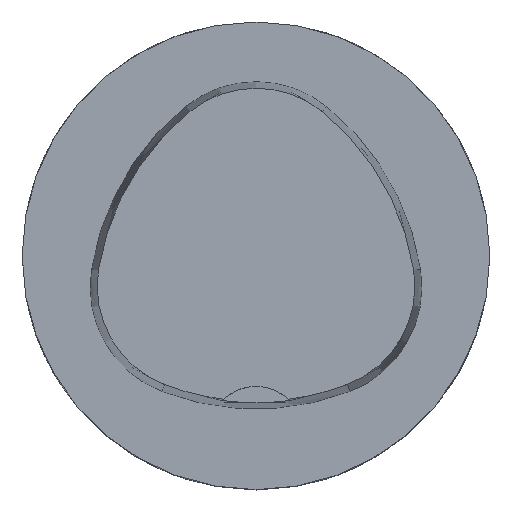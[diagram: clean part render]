
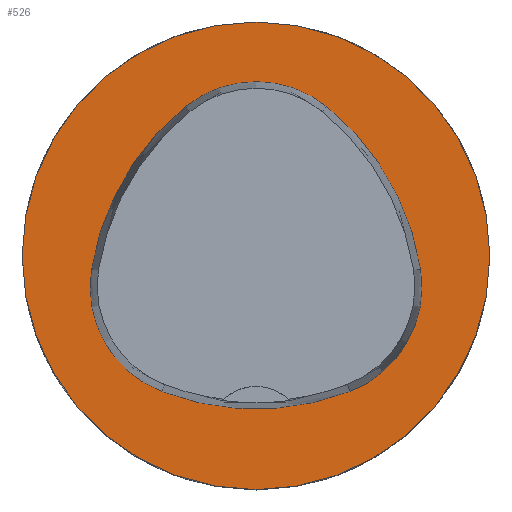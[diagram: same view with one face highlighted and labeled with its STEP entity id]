
A CAD part, top view. The second image highlights one B-rep face of the part: STEP entity #526.
In plain terms, the highlighted planar face has unit normal (0, 0, 1).
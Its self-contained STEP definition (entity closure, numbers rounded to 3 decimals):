
#492=PLANE('',#999);
#526=ADVANCED_FACE('',(#573,#574),#492,.T.);
#573=FACE_BOUND('',#628,.T.);
#574=FACE_BOUND('',#629,.T.);
#628=EDGE_LOOP('',(#716,#717,#718,#719,#720,#721));
#629=EDGE_LOOP('',(#722));
#716=ORIENTED_EDGE('',*,*,#878,.T.);
#717=ORIENTED_EDGE('',*,*,#879,.T.);
#718=ORIENTED_EDGE('',*,*,#880,.T.);
#719=ORIENTED_EDGE('',*,*,#881,.T.);
#720=ORIENTED_EDGE('',*,*,#882,.T.);
#721=ORIENTED_EDGE('',*,*,#883,.T.);
#722=ORIENTED_EDGE('',*,*,#884,.F.);
#818=VERTEX_POINT('',#1332);
#819=VERTEX_POINT('',#1333);
#820=VERTEX_POINT('',#1335);
#821=VERTEX_POINT('',#1337);
#822=VERTEX_POINT('',#1339);
#823=VERTEX_POINT('',#1341);
#824=VERTEX_POINT('',#1344);
#878=EDGE_CURVE('',#818,#819,#919,.T.);
#879=EDGE_CURVE('',#819,#820,#920,.T.);
#880=EDGE_CURVE('',#820,#821,#921,.T.);
#881=EDGE_CURVE('',#821,#822,#922,.T.);
#882=EDGE_CURVE('',#822,#823,#923,.T.);
#883=EDGE_CURVE('',#823,#818,#924,.T.);
#884=EDGE_CURVE('',#824,#824,#925,.T.);
#919=CIRCLE('',#992,12.);
#920=CIRCLE('',#993,28.);
#921=CIRCLE('',#994,12.);
#922=CIRCLE('',#995,28.);
#923=CIRCLE('',#996,12.);
#924=CIRCLE('',#997,28.);
#925=CIRCLE('',#998,25.);
#992=AXIS2_PLACEMENT_3D('',#1331,#1150,#1151);
#993=AXIS2_PLACEMENT_3D('',#1334,#1152,#1153);
#994=AXIS2_PLACEMENT_3D('',#1336,#1154,#1155);
#995=AXIS2_PLACEMENT_3D('',#1338,#1156,#1157);
#996=AXIS2_PLACEMENT_3D('',#1340,#1158,#1159);
#997=AXIS2_PLACEMENT_3D('',#1342,#1160,#1161);
#998=AXIS2_PLACEMENT_3D('',#1343,#1162,#1163);
#999=AXIS2_PLACEMENT_3D('',#1345,#1164,#1165);
#1150=DIRECTION('',(0.,0.,-1.));
#1151=DIRECTION('',(-1.,0.,0.));
#1152=DIRECTION('',(0.,0.,-1.));
#1153=DIRECTION('',(-1.,0.,0.));
#1154=DIRECTION('',(0.,0.,-1.));
#1155=DIRECTION('',(-1.,0.,0.));
#1156=DIRECTION('',(0.,0.,-1.));
#1157=DIRECTION('',(-1.,0.,0.));
#1158=DIRECTION('',(0.,0.,-1.));
#1159=DIRECTION('',(-1.,0.,0.));
#1160=DIRECTION('',(0.,0.,-1.));
#1161=DIRECTION('',(-1.,0.,0.));
#1162=DIRECTION('',(0.,0.,-1.));
#1163=DIRECTION('',(-1.,0.,0.));
#1164=DIRECTION('',(0.,0.,1.));
#1165=DIRECTION('',(1.,0.,0.));
#1331=CARTESIAN_POINT('',(-5.733,-3.31,0.));
#1332=CARTESIAN_POINT('',(-10.025,-14.516,0.));
#1333=CARTESIAN_POINT('',(-17.584,-1.424,0.));
#1334=CARTESIAN_POINT('',(10.068,-5.824,0.));
#1335=CARTESIAN_POINT('',(-7.531,15.953,0.));
#1336=CARTESIAN_POINT('',(0.011,6.62,0.));
#1337=CARTESIAN_POINT('',(7.567,15.942,0.));
#1338=CARTESIAN_POINT('',(-10.063,-5.81,0.));
#1339=CARTESIAN_POINT('',(17.59,-1.418,0.));
#1340=CARTESIAN_POINT('',(5.739,-3.3,0.));
#1341=CARTESIAN_POINT('',(10.05,-14.499,0.));
#1342=CARTESIAN_POINT('',(-0.01,11.631,0.));
#1343=CARTESIAN_POINT('',(0.,0.,0.));
#1344=CARTESIAN_POINT('',(-25.,0.,0.));
#1345=CARTESIAN_POINT('',(0.,0.,0.));
